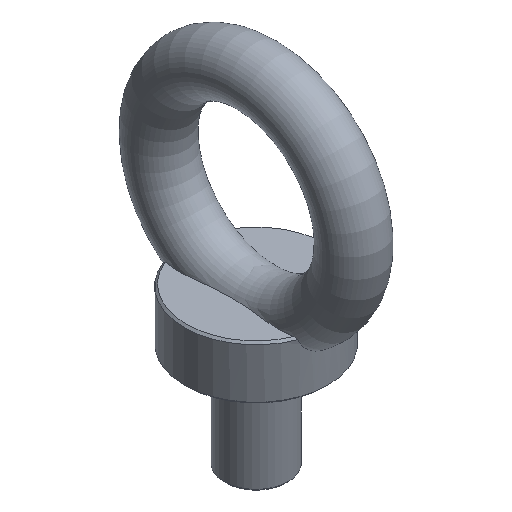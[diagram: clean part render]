
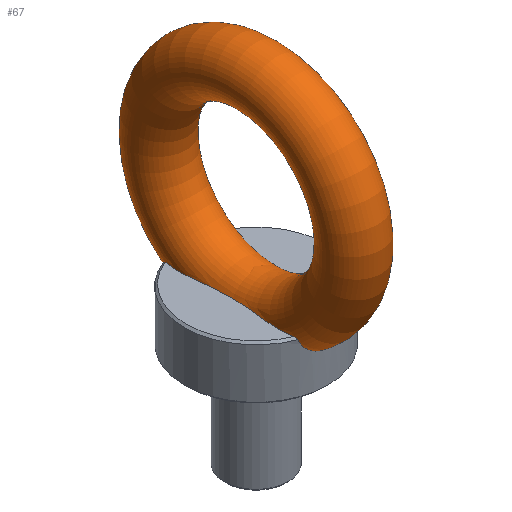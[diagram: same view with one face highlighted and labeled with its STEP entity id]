
A CAD part, isometric view. The second image highlights one B-rep face of the part: STEP entity #67.
In plain terms, the highlighted toroidal (fillet/blend) face has major radius 24.5 mm and minor radius 7 mm.
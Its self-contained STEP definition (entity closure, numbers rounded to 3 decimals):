
#42=TOROIDAL_SURFACE('',#197,24.5,7.);
#56=FACE_OUTER_BOUND('',#103,.T.);
#67=ADVANCED_FACE('',(#56),#42,.T.);
#70=B_SPLINE_CURVE_WITH_KNOTS('',3,(#243,#244,#245,#246,#247,#248,#249,
#250,#251,#252),.UNSPECIFIED.,.F.,.F.,(4,2,2,2,4),(0.,0.25,0.5,0.75,1.),
 .UNSPECIFIED.);
#71=B_SPLINE_CURVE_WITH_KNOTS('',3,(#257,#258,#259,#260,#261,#262,#263,
#264,#265,#266),.UNSPECIFIED.,.F.,.F.,(4,2,2,2,4),(0.,0.25,0.5,0.75,1.),
 .UNSPECIFIED.);
#72=B_SPLINE_CURVE_WITH_KNOTS('',3,(#273,#274,#275,#276,#277,#278,#279,
#280,#281,#282),.UNSPECIFIED.,.F.,.F.,(4,2,2,2,4),(0.,0.25,0.5,0.75,1.),
 .UNSPECIFIED.);
#73=B_SPLINE_CURVE_WITH_KNOTS('',3,(#287,#288,#289,#290,#291,#292,#293,
#294,#295,#296),.UNSPECIFIED.,.F.,.F.,(4,2,2,2,4),(0.,0.25,0.5,0.75,1.),
 .UNSPECIFIED.);
#74=B_SPLINE_CURVE_WITH_KNOTS('',3,(#298,#299,#300,#301),.UNSPECIFIED.,
 .F.,.F.,(4,4),(0.,1.),.UNSPECIFIED.);
#75=B_SPLINE_CURVE_WITH_KNOTS('',3,(#302,#303,#304,#305),.UNSPECIFIED.,
 .F.,.F.,(4,4),(0.,1.),.UNSPECIFIED.);
#76=B_SPLINE_CURVE_WITH_KNOTS('',3,(#307,#308,#309,#310),.UNSPECIFIED.,
 .F.,.F.,(4,4),(0.,1.),.UNSPECIFIED.);
#77=B_SPLINE_CURVE_WITH_KNOTS('',3,(#311,#312,#313,#314),.UNSPECIFIED.,
 .F.,.F.,(4,4),(0.,1.),.UNSPECIFIED.);
#103=EDGE_LOOP('',(#130,#131,#132,#133,#134,#135,#136,#137));
#130=ORIENTED_EDGE('',*,*,#152,.T.);
#131=ORIENTED_EDGE('',*,*,#163,.T.);
#132=ORIENTED_EDGE('',*,*,#159,.F.);
#133=ORIENTED_EDGE('',*,*,#162,.T.);
#134=ORIENTED_EDGE('',*,*,#154,.T.);
#135=ORIENTED_EDGE('',*,*,#161,.T.);
#136=ORIENTED_EDGE('',*,*,#157,.F.);
#137=ORIENTED_EDGE('',*,*,#160,.T.);
#139=VERTEX_POINT('',#253);
#140=VERTEX_POINT('',#254);
#141=VERTEX_POINT('',#256);
#142=VERTEX_POINT('',#267);
#143=VERTEX_POINT('',#271);
#144=VERTEX_POINT('',#272);
#145=VERTEX_POINT('',#285);
#146=VERTEX_POINT('',#286);
#152=EDGE_CURVE('',#139,#140,#70,.T.);
#154=EDGE_CURVE('',#142,#141,#71,.T.);
#157=EDGE_CURVE('',#144,#143,#72,.T.);
#159=EDGE_CURVE('',#146,#145,#73,.T.);
#160=EDGE_CURVE('',#144,#139,#74,.T.);
#161=EDGE_CURVE('',#141,#143,#75,.T.);
#162=EDGE_CURVE('',#146,#142,#76,.T.);
#163=EDGE_CURVE('',#140,#145,#77,.T.);
#197=AXIS2_PLACEMENT_3D('',#329,#238,#239);
#238=DIRECTION('',(1.,0.,0.));
#239=DIRECTION('',(0.,0.,-1.));
#243=CARTESIAN_POINT('',(6.417,16.817,13.));
#244=CARTESIAN_POINT('',(5.92,17.007,11.7));
#245=CARTESIAN_POINT('',(5.062,17.313,10.582));
#246=CARTESIAN_POINT('',(2.79,17.821,9.053));
#247=CARTESIAN_POINT('',(1.393,18.,8.65));
#248=CARTESIAN_POINT('',(-1.384,18.,8.649));
#249=CARTESIAN_POINT('',(-2.787,17.821,9.054));
#250=CARTESIAN_POINT('',(-5.051,17.316,10.572));
#251=CARTESIAN_POINT('',(-5.92,17.007,11.699));
#252=CARTESIAN_POINT('',(-6.417,16.817,13.));
#253=CARTESIAN_POINT('',(6.417,16.817,13.));
#254=CARTESIAN_POINT('',(-6.417,16.817,13.));
#256=CARTESIAN_POINT('',(6.417,-16.817,13.));
#257=CARTESIAN_POINT('',(-6.417,-16.817,13.));
#258=CARTESIAN_POINT('',(-5.92,-17.007,11.7));
#259=CARTESIAN_POINT('',(-5.062,-17.313,10.582));
#260=CARTESIAN_POINT('',(-2.79,-17.821,9.053));
#261=CARTESIAN_POINT('',(-1.393,-18.,8.65));
#262=CARTESIAN_POINT('',(1.384,-18.,8.649));
#263=CARTESIAN_POINT('',(2.787,-17.821,9.054));
#264=CARTESIAN_POINT('',(5.051,-17.316,10.572));
#265=CARTESIAN_POINT('',(5.92,-17.007,11.699));
#266=CARTESIAN_POINT('',(6.417,-16.817,13.));
#267=CARTESIAN_POINT('',(-6.417,-16.817,13.));
#271=CARTESIAN_POINT('',(6.708,-16.163,13.5));
#272=CARTESIAN_POINT('',(6.708,16.163,13.5));
#273=CARTESIAN_POINT('',(6.708,16.163,13.5));
#274=CARTESIAN_POINT('',(7.191,13.509,13.5));
#275=CARTESIAN_POINT('',(7.,10.818,13.5));
#276=CARTESIAN_POINT('',(6.429,5.456,13.5));
#277=CARTESIAN_POINT('',(6.068,2.778,13.5));
#278=CARTESIAN_POINT('',(6.056,-2.61,13.5));
#279=CARTESIAN_POINT('',(6.411,-5.317,13.5));
#280=CARTESIAN_POINT('',(6.993,-10.724,13.5));
#281=CARTESIAN_POINT('',(7.195,-13.484,13.5));
#282=CARTESIAN_POINT('',(6.708,-16.163,13.5));
#285=CARTESIAN_POINT('',(-6.708,16.163,13.5));
#286=CARTESIAN_POINT('',(-6.708,-16.163,13.5));
#287=CARTESIAN_POINT('',(-6.708,-16.163,13.5));
#288=CARTESIAN_POINT('',(-7.2,-13.46,13.5));
#289=CARTESIAN_POINT('',(-6.994,-10.743,13.5));
#290=CARTESIAN_POINT('',(-6.414,-5.34,13.5));
#291=CARTESIAN_POINT('',(-6.056,-2.612,13.5));
#292=CARTESIAN_POINT('',(-6.068,2.772,13.5));
#293=CARTESIAN_POINT('',(-6.427,5.442,13.5));
#294=CARTESIAN_POINT('',(-6.998,10.79,13.5));
#295=CARTESIAN_POINT('',(-7.189,13.52,13.5));
#296=CARTESIAN_POINT('',(-6.708,16.163,13.5));
#298=CARTESIAN_POINT('',(6.708,16.163,13.5));
#299=CARTESIAN_POINT('',(6.627,16.383,13.328));
#300=CARTESIAN_POINT('',(6.53,16.602,13.161));
#301=CARTESIAN_POINT('',(6.417,16.817,13.));
#302=CARTESIAN_POINT('',(6.417,-16.817,13.));
#303=CARTESIAN_POINT('',(6.53,-16.602,13.161));
#304=CARTESIAN_POINT('',(6.627,-16.383,13.328));
#305=CARTESIAN_POINT('',(6.708,-16.163,13.5));
#307=CARTESIAN_POINT('',(-6.708,-16.163,13.5));
#308=CARTESIAN_POINT('',(-6.627,-16.383,13.328));
#309=CARTESIAN_POINT('',(-6.53,-16.602,13.161));
#310=CARTESIAN_POINT('',(-6.417,-16.817,13.));
#311=CARTESIAN_POINT('',(-6.417,16.817,13.));
#312=CARTESIAN_POINT('',(-6.53,16.602,13.161));
#313=CARTESIAN_POINT('',(-6.627,16.383,13.328));
#314=CARTESIAN_POINT('',(-6.708,16.163,13.5));
#329=CARTESIAN_POINT('',(0.,0.,34.5));
